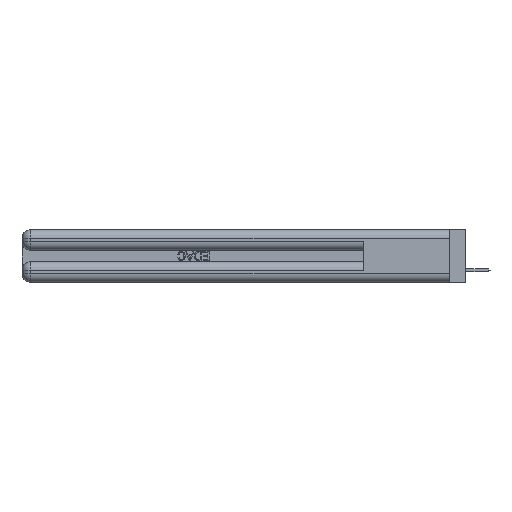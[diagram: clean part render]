
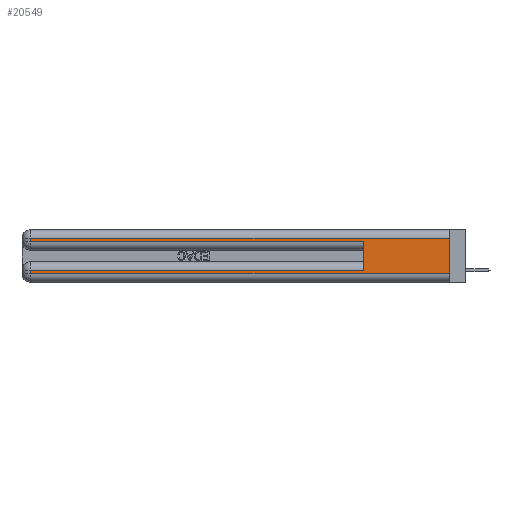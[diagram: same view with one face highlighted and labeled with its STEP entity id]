
A CAD part, left-side view. The second image highlights one B-rep face of the part: STEP entity #20549.
In plain terms, the highlighted planar face has unit normal (-1, 0, 0).
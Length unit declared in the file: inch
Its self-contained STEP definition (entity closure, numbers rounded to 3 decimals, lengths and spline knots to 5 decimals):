
#295 = LINE ( 'NONE', #10432, #2943 ) ;
#477 = VERTEX_POINT ( 'NONE', #2410 ) ;
#574 = CARTESIAN_POINT ( 'NONE',  ( 0., 0., 0.085 ) ) ;
#1148 = FACE_OUTER_BOUND ( 'NONE', #29347, .T. ) ;
#1447 = LINE ( 'NONE', #26250, #11564 ) ;
#1710 = VECTOR ( 'NONE', #20616, 39.37008 ) ;
#2410 = CARTESIAN_POINT ( 'NONE',  ( 0., 2.94, 0.285 ) ) ;
#2942 = VERTEX_POINT ( 'NONE', #10655 ) ;
#2943 = VECTOR ( 'NONE', #34192, 39.37008 ) ;
#4216 = LINE ( 'NONE', #21373, #22243 ) ;
#4363 = CARTESIAN_POINT ( 'NONE',  ( 0., 0., 0.37 ) ) ;
#4474 = DIRECTION ( 'NONE',  ( 1., 0., 0. ) ) ;
#5228 = DIRECTION ( 'NONE',  ( 0., 1., 0. ) ) ;
#5336 = CARTESIAN_POINT ( 'NONE',  ( 0., 0., 0.06 ) ) ;
#5671 = VECTOR ( 'NONE', #19929, 39.37008 ) ;
#6294 = ORIENTED_EDGE ( 'NONE', *, *, #24652, .F. ) ;
#6495 = VERTEX_POINT ( 'NONE', #30044 ) ;
#7609 = ORIENTED_EDGE ( 'NONE', *, *, #9314, .T. ) ;
#8237 = EDGE_CURVE ( 'NONE', #2942, #6495, #4216, .T. ) ;
#8733 = CARTESIAN_POINT ( 'NONE',  ( 0., 2.94, 0.37 ) ) ;
#8899 = DIRECTION ( 'NONE',  ( 0., 0., 1. ) ) ;
#9183 = VERTEX_POINT ( 'NONE', #28900 ) ;
#9314 = EDGE_CURVE ( 'NONE', #477, #12202, #1447, .T. ) ;
#10342 = ORIENTED_EDGE ( 'NONE', *, *, #13156, .F. ) ;
#10425 = LINE ( 'NONE', #34321, #24884 ) ;
#10432 = CARTESIAN_POINT ( 'NONE',  ( 0., 0., 0.37 ) ) ;
#10655 = CARTESIAN_POINT ( 'NONE',  ( 0., 0., 0.31 ) ) ;
#10845 = LINE ( 'NONE', #8733, #11248 ) ;
#11208 = DIRECTION ( 'NONE',  ( 0., 0., -1. ) ) ;
#11248 = VECTOR ( 'NONE', #11208, 39.37008 ) ;
#11535 = ORIENTED_EDGE ( 'NONE', *, *, #19051, .T. ) ;
#11564 = VECTOR ( 'NONE', #15041, 39.37008 ) ;
#12202 = VERTEX_POINT ( 'NONE', #29474 ) ;
#12236 = EDGE_CURVE ( 'NONE', #33959, #15085, #28506, .T. ) ;
#12436 = VERTEX_POINT ( 'NONE', #29384 ) ;
#13156 = EDGE_CURVE ( 'NONE', #2942, #12436, #295, .T. ) ;
#13959 = VECTOR ( 'NONE', #32836, 39.37008 ) ;
#14962 = DIRECTION ( 'NONE',  ( 0., 0., -1. ) ) ;
#15041 = DIRECTION ( 'NONE',  ( 0., -1., 0. ) ) ;
#15085 = VERTEX_POINT ( 'NONE', #16789 ) ;
#16146 = ORIENTED_EDGE ( 'NONE', *, *, #20857, .T. ) ;
#16217 = ORIENTED_EDGE ( 'NONE', *, *, #8237, .T. ) ;
#16789 = CARTESIAN_POINT ( 'NONE',  ( 0., 2.94, 0.085 ) ) ;
#18720 = PLANE ( 'NONE',  #31492 ) ;
#19051 = EDGE_CURVE ( 'NONE', #9183, #12436, #25857, .T. ) ;
#19928 = CARTESIAN_POINT ( 'NONE',  ( 0., 0.6, 0.085 ) ) ;
#19929 = DIRECTION ( 'NONE',  ( 0., -1., 0. ) ) ;
#20342 = ORIENTED_EDGE ( 'NONE', *, *, #33114, .T. ) ;
#20549 = ADVANCED_FACE ( 'NONE', ( #1148 ), #18720, .F. ) ;
#20616 = DIRECTION ( 'NONE',  ( 0., 1., 0. ) ) ;
#20857 = EDGE_CURVE ( 'NONE', #15085, #9183, #10845, .T. ) ;
#21373 = CARTESIAN_POINT ( 'NONE',  ( 0., 0., 0.31 ) ) ;
#21456 = ORIENTED_EDGE ( 'NONE', *, *, #12236, .T. ) ;
#22243 = VECTOR ( 'NONE', #5228, 39.37008 ) ;
#22321 = LINE ( 'NONE', #32962, #13959 ) ;
#24652 = EDGE_CURVE ( 'NONE', #33959, #12202, #10425, .T. ) ;
#24884 = VECTOR ( 'NONE', #8899, 39.37008 ) ;
#25857 = LINE ( 'NONE', #5336, #5671 ) ;
#26250 = CARTESIAN_POINT ( 'NONE',  ( 0., 0., 0.285 ) ) ;
#28506 = LINE ( 'NONE', #574, #1710 ) ;
#28900 = CARTESIAN_POINT ( 'NONE',  ( 0., 2.94, 0.06 ) ) ;
#29347 = EDGE_LOOP ( 'NONE', ( #10342, #16217, #20342, #7609, #6294, #21456, #16146, #11535 ) ) ;
#29384 = CARTESIAN_POINT ( 'NONE',  ( 0., 0., 0.06 ) ) ;
#29474 = CARTESIAN_POINT ( 'NONE',  ( 0., 0.6, 0.285 ) ) ;
#30044 = CARTESIAN_POINT ( 'NONE',  ( 0., 2.94, 0.31 ) ) ;
#31492 = AXIS2_PLACEMENT_3D ( 'NONE', #4363, #4474, #14962 ) ;
#32836 = DIRECTION ( 'NONE',  ( 0., 0., -1. ) ) ;
#32962 = CARTESIAN_POINT ( 'NONE',  ( 0., 2.94, 0.37 ) ) ;
#33114 = EDGE_CURVE ( 'NONE', #6495, #477, #22321, .T. ) ;
#33959 = VERTEX_POINT ( 'NONE', #19928 ) ;
#34192 = DIRECTION ( 'NONE',  ( 0., 0., -1. ) ) ;
#34321 = CARTESIAN_POINT ( 'NONE',  ( 0., 0.6, 0.145 ) ) ;
